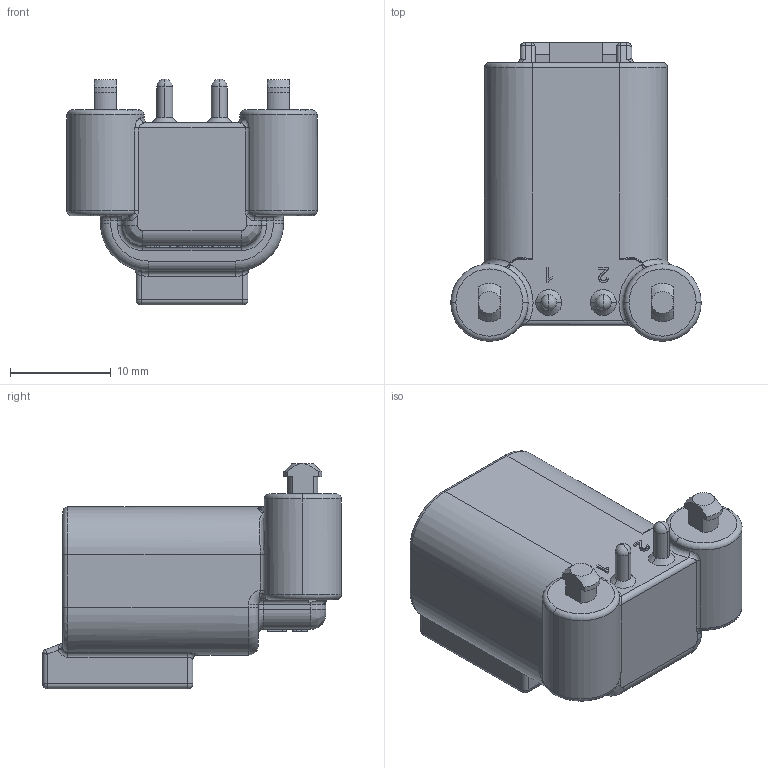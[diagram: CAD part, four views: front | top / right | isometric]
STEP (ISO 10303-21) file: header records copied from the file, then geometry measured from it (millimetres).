
FILE_DESCRIPTION((''),'2;1');
FILE_NAME('PL000697-02-BM_74','2019-03-27T',('brook.ding'),(''),'PRO/ENGINEER BY PARAMETRIC TECHNOLOGY CORPORATION, 2016360','PRO/ENGINEER BY PARAMETRIC TECHNOLOGY CORPORATION, 2016360','');
FILE_SCHEMA(('CONFIG_CONTROL_DESIGN'));
Length unit declared in the file: millimetre
Products named in the file (1): PL000697-02-BM_74
Bounding box: 24.83 x 29.63 x 22.4 mm (x, y, z)
Volume: 4023.3 mm3; surface area: 3531.3 mm2
Topology: 1 solids, 1 shells, 506 faces, 1301 edges, 813 vertices
Faces by surface type: plane 210, extrusion 101, cylinder 90, bspline 40, torus 37, sphere 16, cone 12
Entity records: 21514 total; most frequent: CARTESIAN_POINT 9904, ORIENTED_EDGE 2566, DIRECTION 2034, EDGE_CURVE 1283, VERTEX_POINT 813, VECTOR 806, LINE 705, AXIS2_PLACEMENT_3D 614
